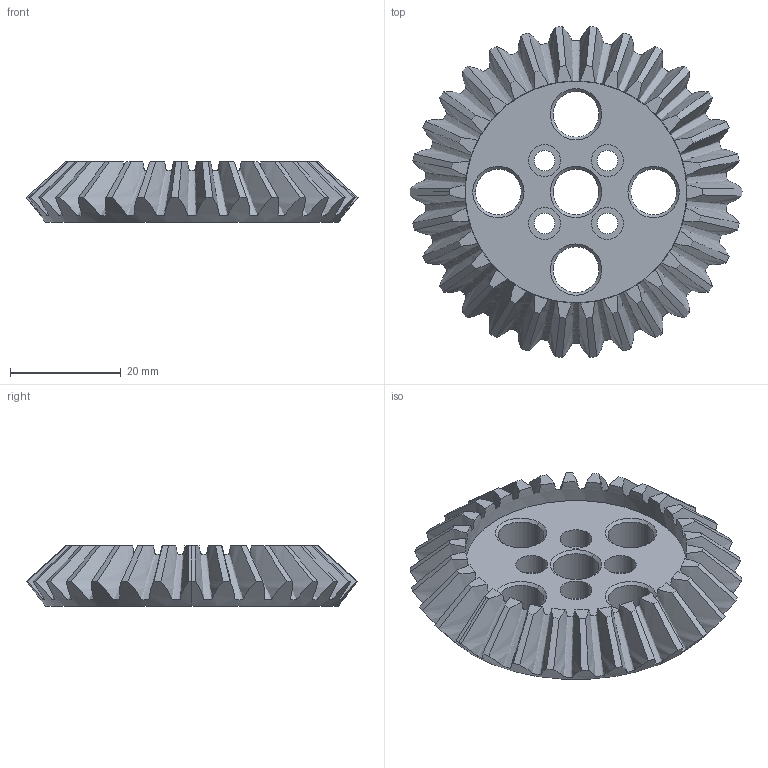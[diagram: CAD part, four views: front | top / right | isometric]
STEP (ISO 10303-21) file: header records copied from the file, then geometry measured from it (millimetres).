
FILE_DESCRIPTION (( 'STEP AP214' ), '1' );
FILE_NAME ('38007_TXM-Aluminum Bevel Gearing.STEP', '2017-01-16T14:12:19', ( '' ), ( '' ), 'SwSTEP 2.0', 'SolidWorks 2016', '' );
FILE_SCHEMA (( 'AUTOMOTIVE_DESIGN' ));
Length unit declared in the file: millimetre
Products named in the file (2): 38007_TXM-Aluminum Bevel Gearing
Bounding box: 59.87 x 59.66 x 10.85 mm (x, y, z)
Volume: 14621.8 mm3; surface area: 8537.3 mm2
Topology: 1 solids, 1 shells, 145 faces, 398 edges, 259 vertices
Faces by surface type: cone 51, plane 36, bspline 30, cylinder 28
Entity records: 8318 total; most frequent: CARTESIAN_POINT 4838, ORIENTED_EDGE 796, DIRECTION 621, EDGE_CURVE 398, AXIS2_PLACEMENT_3D 286, VERTEX_POINT 259, B_SPLINE_CURVE_WITH_KNOTS 180, CIRCLE 169
